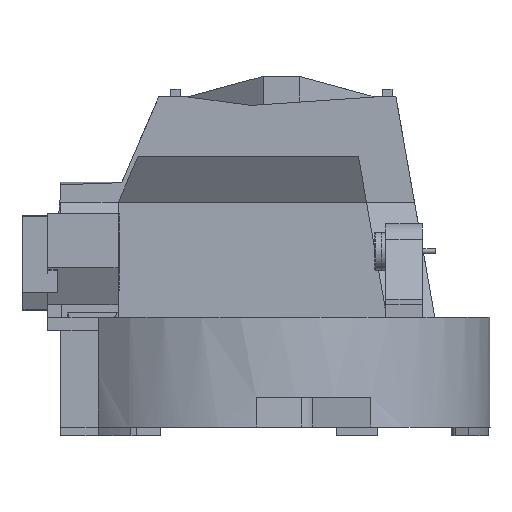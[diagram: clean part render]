
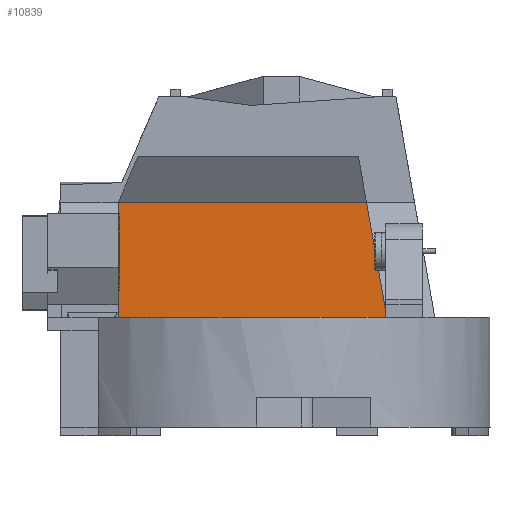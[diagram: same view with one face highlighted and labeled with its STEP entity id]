
A CAD part, front view. The second image highlights one B-rep face of the part: STEP entity #10839.
In plain terms, the highlighted planar face has unit normal (0, -1, 0).
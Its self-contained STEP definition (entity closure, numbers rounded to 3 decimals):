
#184 = PLANE('',#185);
#185 = AXIS2_PLACEMENT_3D('',#186,#187,#188);
#186 = CARTESIAN_POINT('',(426.369,195.,-881.724));
#187 = DIRECTION('',(0.631,0.,-0.776));
#188 = DIRECTION('',(0.,-1.,0.));
#458 = VERTEX_POINT('',#459);
#459 = CARTESIAN_POINT('',(550.,650.,-781.211));
#466 = PLANE('',#467);
#467 = AXIS2_PLACEMENT_3D('',#468,#469,#470);
#468 = CARTESIAN_POINT('',(550.,650.,-1192.5));
#469 = DIRECTION('',(-1.,0.,0.));
#470 = DIRECTION('',(0.,1.,0.));
#537 = VERTEX_POINT('',#538);
#538 = CARTESIAN_POINT('',(550.,650.,-693.076));
#552 = PLANE('',#553);
#553 = AXIS2_PLACEMENT_3D('',#554,#555,#556);
#554 = CARTESIAN_POINT('',(429.118,502.273,-7.517
    ));
#555 = DIRECTION('',(-0.985,0.,-0.174));
#556 = DIRECTION('',(-0.174,0.,0.985));
#564 = EDGE_CURVE('',#458,#537,#565,.T.);
#565 = SURFACE_CURVE('',#566,(#570,#577),.PCURVE_S1.);
#566 = LINE('',#567,#568);
#567 = CARTESIAN_POINT('',(550.,650.,-782.5));
#568 = VECTOR('',#569,1.);
#569 = DIRECTION('',(0.,0.,1.));
#570 = PCURVE('',#466,#571);
#571 = DEFINITIONAL_REPRESENTATION('',(#572),#576);
#572 = LINE('',#573,#574);
#573 = CARTESIAN_POINT('',(0.,-410.));
#574 = VECTOR('',#575,1.);
#575 = DIRECTION('',(0.,-1.));
#576 = ( GEOMETRIC_REPRESENTATION_CONTEXT(2) 
PARAMETRIC_REPRESENTATION_CONTEXT() REPRESENTATION_CONTEXT('2D SPACE',''
  ) );
#577 = PCURVE('',#578,#583);
#578 = PLANE('',#579);
#579 = AXIS2_PLACEMENT_3D('',#580,#581,#582);
#580 = CARTESIAN_POINT('',(-622.,650.,-1192.5));
#581 = DIRECTION('',(0.,-1.,0.));
#582 = DIRECTION('',(-1.,0.,0.));
#583 = DEFINITIONAL_REPRESENTATION('',(#584),#588);
#584 = LINE('',#585,#586);
#585 = CARTESIAN_POINT('',(-1172.,-410.));
#586 = VECTOR('',#587,1.);
#587 = DIRECTION('',(0.,-1.));
#588 = ( GEOMETRIC_REPRESENTATION_CONTEXT(2) 
PARAMETRIC_REPRESENTATION_CONTEXT() REPRESENTATION_CONTEXT('2D SPACE',''
  ) );
#617 = EDGE_CURVE('',#458,#618,#620,.T.);
#618 = VERTEX_POINT('',#619);
#619 = CARTESIAN_POINT('',(376.215,650.,-922.5));
#620 = SURFACE_CURVE('',#621,(#625,#632),.PCURVE_S1.);
#621 = LINE('',#622,#623);
#622 = CARTESIAN_POINT('',(426.369,650.,-881.724));
#623 = VECTOR('',#624,1.);
#624 = DIRECTION('',(-0.776,0.,-0.631));
#625 = PCURVE('',#184,#626);
#626 = DEFINITIONAL_REPRESENTATION('',(#627),#631);
#627 = LINE('',#628,#629);
#628 = CARTESIAN_POINT('',(-455.,-0.));
#629 = VECTOR('',#630,1.);
#630 = DIRECTION('',(-0.,1.));
#631 = ( GEOMETRIC_REPRESENTATION_CONTEXT(2) 
PARAMETRIC_REPRESENTATION_CONTEXT() REPRESENTATION_CONTEXT('2D SPACE',''
  ) );
#632 = PCURVE('',#578,#633);
#633 = DEFINITIONAL_REPRESENTATION('',(#634),#638);
#634 = LINE('',#635,#636);
#635 = CARTESIAN_POINT('',(-1048.369,-310.776));
#636 = VECTOR('',#637,1.);
#637 = DIRECTION('',(0.776,0.631));
#638 = ( GEOMETRIC_REPRESENTATION_CONTEXT(2) 
PARAMETRIC_REPRESENTATION_CONTEXT() REPRESENTATION_CONTEXT('2D SPACE',''
  ) );
#656 = PLANE('',#657);
#657 = AXIS2_PLACEMENT_3D('',#658,#659,#660);
#658 = CARTESIAN_POINT('',(-1123.5,650.,-922.5));
#659 = DIRECTION('',(0.,-0.707,0.707));
#660 = DIRECTION('',(0.,0.707,0.707));
#2772 = PLANE('',#2773);
#2773 = AXIS2_PLACEMENT_3D('',#2774,#2775,#2776);
#2774 = CARTESIAN_POINT('',(-478.,157.582,-882.5));
#2775 = DIRECTION('',(-0.57,0.,-0.821));
#2776 = DIRECTION('',(0.,1.,0.));
#2800 = PLANE('',#2801);
#2801 = AXIS2_PLACEMENT_3D('',#2802,#2803,#2804);
#2802 = CARTESIAN_POINT('',(-621.9,280.,-1192.5));
#2803 = DIRECTION('',(1.,0.,0.));
#2804 = DIRECTION('',(0.,-1.,0.));
#7079 = VERTEX_POINT('',#7080);
#7080 = CARTESIAN_POINT('',(-621.9,650.,-782.569));
#7101 = EDGE_CURVE('',#7102,#7079,#7104,.T.);
#7102 = VERTEX_POINT('',#7103);
#7103 = CARTESIAN_POINT('',(-621.9,650.,-208.72));
#7104 = SURFACE_CURVE('',#7105,(#7109,#7116),.PCURVE_S1.);
#7105 = LINE('',#7106,#7107);
#7106 = CARTESIAN_POINT('',(-621.9,650.,-1192.5));
#7107 = VECTOR('',#7108,1.);
#7108 = DIRECTION('',(0.,0.,-1.));
#7109 = PCURVE('',#2800,#7110);
#7110 = DEFINITIONAL_REPRESENTATION('',(#7111),#7115);
#7111 = LINE('',#7112,#7113);
#7112 = CARTESIAN_POINT('',(-370.,0.));
#7113 = VECTOR('',#7114,1.);
#7114 = DIRECTION('',(0.,1.));
#7115 = ( GEOMETRIC_REPRESENTATION_CONTEXT(2) 
PARAMETRIC_REPRESENTATION_CONTEXT() REPRESENTATION_CONTEXT('2D SPACE',''
  ) );
#7116 = PCURVE('',#578,#7117);
#7117 = DEFINITIONAL_REPRESENTATION('',(#7118),#7122);
#7118 = LINE('',#7119,#7120);
#7119 = CARTESIAN_POINT('',(-0.1,-0.));
#7120 = VECTOR('',#7121,1.);
#7121 = DIRECTION('',(0.,1.));
#7122 = ( GEOMETRIC_REPRESENTATION_CONTEXT(2) 
PARAMETRIC_REPRESENTATION_CONTEXT() REPRESENTATION_CONTEXT('2D SPACE',''
  ) );
#7140 = PLANE('',#7141);
#7141 = AXIS2_PLACEMENT_3D('',#7142,#7143,#7144);
#7142 = CARTESIAN_POINT('',(-1063.001,514.917,
    -7.556));
#7143 = DIRECTION('',(0.,-0.83,-0.557));
#7144 = DIRECTION('',(0.,-0.557,0.83));
#7942 = EDGE_CURVE('',#7943,#7079,#7945,.T.);
#7943 = VERTEX_POINT('',#7944);
#7944 = CARTESIAN_POINT('',(-420.4,650.,-922.5));
#7945 = SURFACE_CURVE('',#7946,(#7950,#7957),.PCURVE_S1.);
#7946 = LINE('',#7947,#7948);
#7947 = CARTESIAN_POINT('',(-420.4,650.,-922.5));
#7948 = VECTOR('',#7949,1.);
#7949 = DIRECTION('',(-0.821,0.,0.57
    ));
#7950 = PCURVE('',#2772,#7951);
#7951 = DEFINITIONAL_REPRESENTATION('',(#7952),#7956);
#7952 = LINE('',#7953,#7954);
#7953 = CARTESIAN_POINT('',(492.418,70.127));
#7954 = VECTOR('',#7955,1.);
#7955 = DIRECTION('',(0.,-1.));
#7956 = ( GEOMETRIC_REPRESENTATION_CONTEXT(2) 
PARAMETRIC_REPRESENTATION_CONTEXT() REPRESENTATION_CONTEXT('2D SPACE',''
  ) );
#7957 = PCURVE('',#578,#7958);
#7958 = DEFINITIONAL_REPRESENTATION('',(#7959),#7963);
#7959 = LINE('',#7960,#7961);
#7960 = CARTESIAN_POINT('',(-201.6,-270.));
#7961 = VECTOR('',#7962,1.);
#7962 = DIRECTION('',(0.821,-0.57));
#7963 = ( GEOMETRIC_REPRESENTATION_CONTEXT(2) 
PARAMETRIC_REPRESENTATION_CONTEXT() REPRESENTATION_CONTEXT('2D SPACE',''
  ) );
#10819 = EDGE_CURVE('',#618,#7943,#10820,.T.);
#10820 = SURFACE_CURVE('',#10821,(#10825,#10832),.PCURVE_S1.);
#10821 = LINE('',#10822,#10823);
#10822 = CARTESIAN_POINT('',(377.8,650.,-922.5));
#10823 = VECTOR('',#10824,1.);
#10824 = DIRECTION('',(-1.,0.,0.));
#10825 = PCURVE('',#656,#10826);
#10826 = DEFINITIONAL_REPRESENTATION('',(#10827),#10831);
#10827 = LINE('',#10828,#10829);
#10828 = CARTESIAN_POINT('',(0.,-1501.3));
#10829 = VECTOR('',#10830,1.);
#10830 = DIRECTION('',(0.,1.));
#10831 = ( GEOMETRIC_REPRESENTATION_CONTEXT(2) 
PARAMETRIC_REPRESENTATION_CONTEXT() REPRESENTATION_CONTEXT('2D SPACE',''
  ) );
#10832 = PCURVE('',#578,#10833);
#10833 = DEFINITIONAL_REPRESENTATION('',(#10834),#10838);
#10834 = LINE('',#10835,#10836);
#10835 = CARTESIAN_POINT('',(-999.8,-270.));
#10836 = VECTOR('',#10837,1.);
#10837 = DIRECTION('',(1.,0.));
#10838 = ( GEOMETRIC_REPRESENTATION_CONTEXT(2) 
PARAMETRIC_REPRESENTATION_CONTEXT() REPRESENTATION_CONTEXT('2D SPACE',''
  ) );
#10839 = ADVANCED_FACE('',(#10840),#578,.T.);
#10840 = FACE_BOUND('',#10841,.T.);
#10841 = EDGE_LOOP('',(#10842,#10843,#10844,#10845,#10846,#10869,#10890)
  );
#10842 = ORIENTED_EDGE('',*,*,#7942,.F.);
#10843 = ORIENTED_EDGE('',*,*,#10819,.F.);
#10844 = ORIENTED_EDGE('',*,*,#617,.F.);
#10845 = ORIENTED_EDGE('',*,*,#564,.T.);
#10846 = ORIENTED_EDGE('',*,*,#10847,.F.);
#10847 = EDGE_CURVE('',#10848,#537,#10850,.T.);
#10848 = VERTEX_POINT('',#10849);
#10849 = CARTESIAN_POINT('',(464.595,650.,-208.72));
#10850 = SURFACE_CURVE('',#10851,(#10855,#10862),.PCURVE_S1.);
#10851 = LINE('',#10852,#10853);
#10852 = CARTESIAN_POINT('',(600.066,650.,-977.017));
#10853 = VECTOR('',#10854,1.);
#10854 = DIRECTION('',(0.174,0.,-0.985));
#10855 = PCURVE('',#578,#10856);
#10856 = DEFINITIONAL_REPRESENTATION('',(#10857),#10861);
#10857 = LINE('',#10858,#10859);
#10858 = CARTESIAN_POINT('',(-1222.066,-215.483));
#10859 = VECTOR('',#10860,1.);
#10860 = DIRECTION('',(-0.174,0.985));
#10861 = ( GEOMETRIC_REPRESENTATION_CONTEXT(2) 
PARAMETRIC_REPRESENTATION_CONTEXT() REPRESENTATION_CONTEXT('2D SPACE',''
  ) );
#10862 = PCURVE('',#552,#10863);
#10863 = DEFINITIONAL_REPRESENTATION('',(#10864),#10868);
#10864 = LINE('',#10865,#10866);
#10865 = CARTESIAN_POINT('',(-984.455,147.727));
#10866 = VECTOR('',#10867,1.);
#10867 = DIRECTION('',(-1.,0.));
#10868 = ( GEOMETRIC_REPRESENTATION_CONTEXT(2) 
PARAMETRIC_REPRESENTATION_CONTEXT() REPRESENTATION_CONTEXT('2D SPACE',''
  ) );
#10869 = ORIENTED_EDGE('',*,*,#10870,.T.);
#10870 = EDGE_CURVE('',#10848,#7102,#10871,.T.);
#10871 = SURFACE_CURVE('',#10872,(#10876,#10883),.PCURVE_S1.);
#10872 = LINE('',#10873,#10874);
#10873 = CARTESIAN_POINT('',(-1063.001,650.,-208.72));
#10874 = VECTOR('',#10875,1.);
#10875 = DIRECTION('',(-1.,0.,0.));
#10876 = PCURVE('',#578,#10877);
#10877 = DEFINITIONAL_REPRESENTATION('',(#10878),#10882);
#10878 = LINE('',#10879,#10880);
#10879 = CARTESIAN_POINT('',(441.001,-983.78));
#10880 = VECTOR('',#10881,1.);
#10881 = DIRECTION('',(1.,0.));
#10882 = ( GEOMETRIC_REPRESENTATION_CONTEXT(2) 
PARAMETRIC_REPRESENTATION_CONTEXT() REPRESENTATION_CONTEXT('2D SPACE',''
  ) );
#10883 = PCURVE('',#7140,#10884);
#10884 = DEFINITIONAL_REPRESENTATION('',(#10885),#10889);
#10885 = LINE('',#10886,#10887);
#10886 = CARTESIAN_POINT('',(-242.311,0.));
#10887 = VECTOR('',#10888,1.);
#10888 = DIRECTION('',(0.,1.));
#10889 = ( GEOMETRIC_REPRESENTATION_CONTEXT(2) 
PARAMETRIC_REPRESENTATION_CONTEXT() REPRESENTATION_CONTEXT('2D SPACE',''
  ) );
#10890 = ORIENTED_EDGE('',*,*,#7101,.T.);
